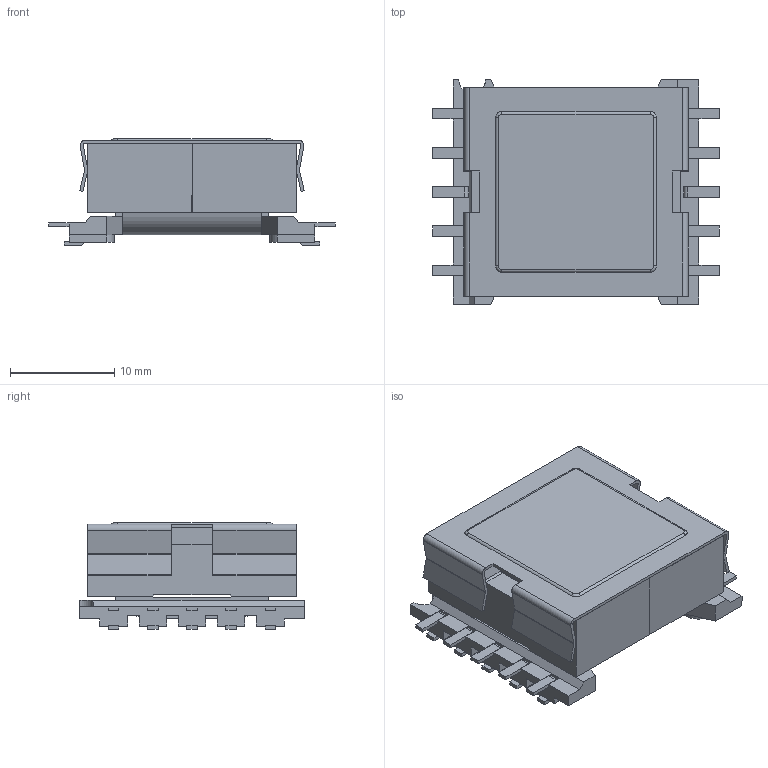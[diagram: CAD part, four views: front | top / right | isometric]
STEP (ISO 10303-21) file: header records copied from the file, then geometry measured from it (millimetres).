
FILE_DESCRIPTION(/* description */ ('Unknown'),/* implementation_level */ '2;1');
FILE_NAME(/* name */ 'T_Wurth_WE-FB3751-EFD20',/* time_stamp */ '2025-05-05T15:15:59+08:00',/* author */ ('Unknown'),/* organization */ ('Unknown'),/* preprocessor_version */ 'ST-DEVELOPER v19.4',/* originating_system */ 'Solid Edge',/* authorisation */ 'Unknown');
FILE_SCHEMA (('AUTOMOTIVE_DESIGN {1 0 10303 214 3 1 1}'));
Length unit declared in the file: millimetre
Products named in the file (2): T_Wurth_WE-FB3751-EFD20
Assembly tree (1 placements, depth 2):
  T_Wurth_WE-FB3751-EFD20
    T_Wurth_WE-FB3751-EFD20
Bounding box: 27.5 x 21.5 x 10.23 mm (x, y, z)
Volume: 3041.3 mm3; surface area: 4806.3 mm2
Topology: 14 solids, 14 shells, 448 faces, 1296 edges, 858 vertices
Faces by surface type: plane 330, cylinder 110, torus 8
Entity records: 14803 total; most frequent: CARTESIAN_POINT 2604, ORIENTED_EDGE 2592, DIRECTION 2444, EDGE_CURVE 1296, LINE 1048, VECTOR 1048, VERTEX_POINT 858, AXIS2_PLACEMENT_3D 698
